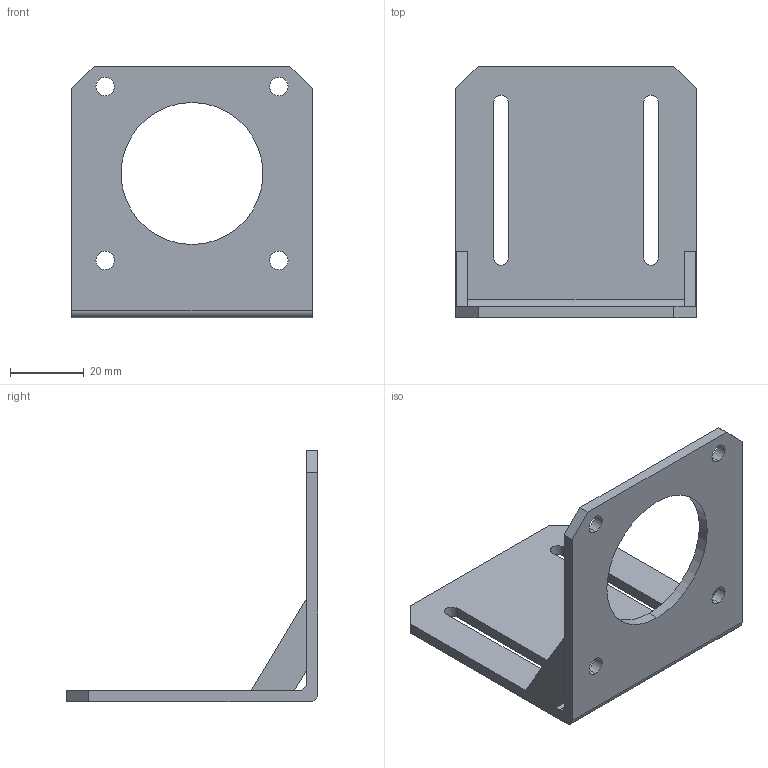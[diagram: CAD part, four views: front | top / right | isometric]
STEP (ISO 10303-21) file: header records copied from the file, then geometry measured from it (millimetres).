
FILE_DESCRIPTION (( 'STEP AP203' ), '1' );
FILE_NAME ('Nema_23_mounting_bracket.STEP', '2019-11-29T03:59:53', ( '' ), ( '' ), 'SwSTEP 2.0', 'SolidWorks 2016', '' );
FILE_SCHEMA (( 'CONFIG_CONTROL_DESIGN' ));
Length unit declared in the file: millimetre
Products named in the file (1): Nema_23_mounting_bracket
Bounding box: 65 x 68 x 68 mm (x, y, z)
Volume: 21994.9 mm3; surface area: 16854.6 mm2
Topology: 1 solids, 1 shells, 40 faces, 114 edges, 76 vertices
Faces by surface type: plane 24, cylinder 16
Entity records: 1423 total; most frequent: CARTESIAN_POINT 231, DIRECTION 228, ORIENTED_EDGE 228, EDGE_CURVE 114, VECTOR 82, LINE 82, VERTEX_POINT 76, AXIS2_PLACEMENT_3D 73
